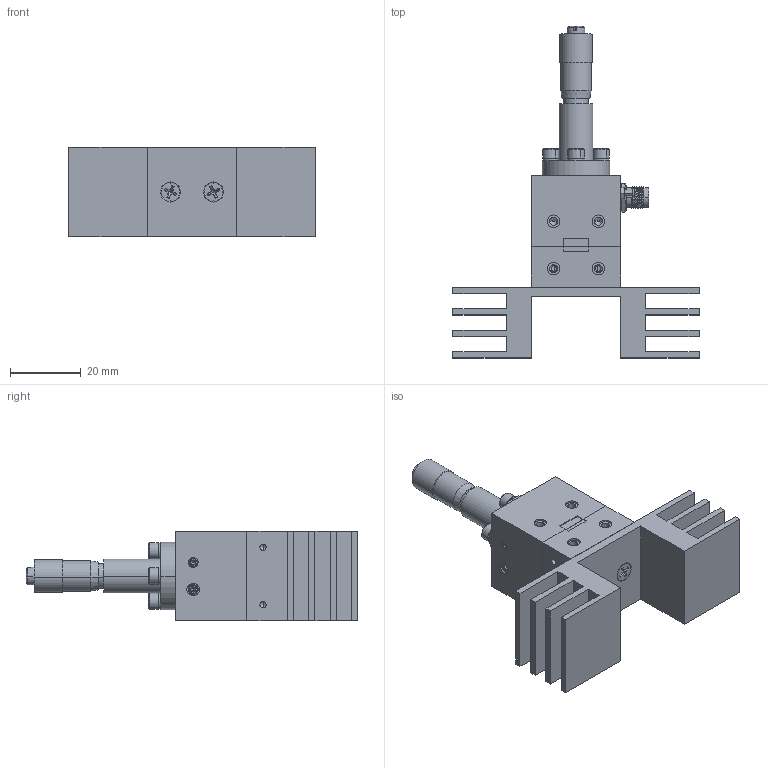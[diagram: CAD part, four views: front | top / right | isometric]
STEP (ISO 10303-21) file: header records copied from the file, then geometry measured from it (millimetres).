
FILE_DESCRIPTION (( 'STEP AP203' ), '1' );
FILE_NAME ('SOF-2813-M1.STEP', '2019-05-02T21:54:42', ( '' ), ( '' ), 'SwSTEP 2.0', 'SolidWorks 2016', '' );
FILE_SCHEMA (( 'CONFIG_CONTROL_DESIGN' ));
Length unit declared in the file: inch
Products named in the file (1): SOF-2813-M1
Bounding box: 69.85 x 94.13 x 25.4 mm (x, y, z)
Volume: 35318.5 mm3; surface area: 26068.1 mm2
Topology: 33 solids, 34 shells, 1003 faces, 2354 edges, 1433 vertices
Faces by surface type: plane 374, cylinder 330, cone 286, bspline 9, sphere 4
Entity records: 32394 total; most frequent: CARTESIAN_POINT 9804, DIRECTION 4755, ORIENTED_EDGE 4580, EDGE_CURVE 2290, AXIS2_PLACEMENT_3D 1838, VERTEX_POINT 1433, EDGE_LOOP 1153, VECTOR 1079
